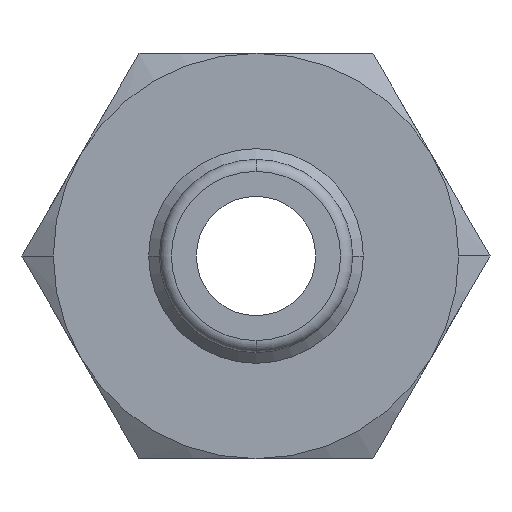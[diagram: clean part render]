
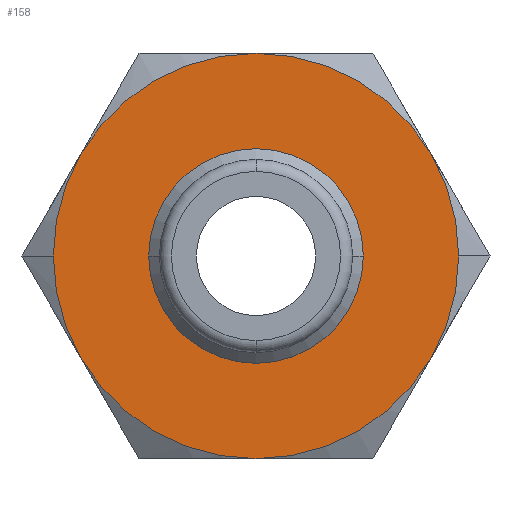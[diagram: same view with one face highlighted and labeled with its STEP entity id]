
A CAD part, front view. The second image highlights one B-rep face of the part: STEP entity #158.
In plain terms, the highlighted planar face has unit normal (0, -1, 0).
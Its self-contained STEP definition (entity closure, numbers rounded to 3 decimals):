
#158=ADVANCED_FACE('',(#316,#317),#318,.T.);
#316=FACE_OUTER_BOUND('',#471,.T.);
#317=FACE_BOUND('',#472,.T.);
#318=PLANE('',#473);
#471=EDGE_LOOP('',(#840,#841,#842,#843,#844,#845,#846,#847));
#472=EDGE_LOOP('',(#848,#849));
#473=AXIS2_PLACEMENT_3D('',#850,#851,#852);
#840=ORIENTED_EDGE('',*,*,#1029,.F.);
#841=ORIENTED_EDGE('',*,*,#1020,.F.);
#842=ORIENTED_EDGE('',*,*,#925,.F.);
#843=ORIENTED_EDGE('',*,*,#973,.F.);
#844=ORIENTED_EDGE('',*,*,#935,.F.);
#845=ORIENTED_EDGE('',*,*,#984,.F.);
#846=ORIENTED_EDGE('',*,*,#1023,.F.);
#847=ORIENTED_EDGE('',*,*,#980,.F.);
#848=ORIENTED_EDGE('',*,*,#903,.F.);
#849=ORIENTED_EDGE('',*,*,#917,.F.);
#850=CARTESIAN_POINT('',(4.25,14.0,0.0));
#851=DIRECTION('',(-0.0,-1.0,-0.0));
#852=DIRECTION('',(-1.0,0.0,0.0));
#903=EDGE_CURVE('',#1065,#1061,#1067,.T.);
#917=EDGE_CURVE('',#1061,#1065,#1089,.T.);
#925=EDGE_CURVE('',#1099,#1101,#1102,.T.);
#935=EDGE_CURVE('',#1117,#1115,#1119,.T.);
#973=EDGE_CURVE('',#1115,#1099,#1175,.T.);
#980=EDGE_CURVE('',#1182,#1184,#1185,.T.);
#984=EDGE_CURVE('',#1070,#1117,#1189,.T.);
#1020=EDGE_CURVE('',#1101,#1147,#1230,.T.);
#1023=EDGE_CURVE('',#1184,#1070,#1233,.T.);
#1029=EDGE_CURVE('',#1147,#1182,#1239,.T.);
#1061=VERTEX_POINT('',#1317);
#1065=VERTEX_POINT('',#1322);
#1067=CIRCLE('',#1325,4.5);
#1070=VERTEX_POINT('',#1328);
#1089=CIRCLE('',#1395,4.5);
#1099=VERTEX_POINT('',#1407);
#1101=VERTEX_POINT('',#1420);
#1102=CIRCLE('',#1421,8.5);
#1115=VERTEX_POINT('',#1447);
#1117=VERTEX_POINT('',#1450);
#1119=CIRCLE('',#1463,8.5);
#1147=VERTEX_POINT('',#1506);
#1175=CIRCLE('',#1571,8.5);
#1182=VERTEX_POINT('',#1590);
#1184=VERTEX_POINT('',#1593);
#1185=CIRCLE('',#1594,8.5);
#1189=CIRCLE('',#1620,8.5);
#1230=CIRCLE('',#1712,8.5);
#1233=CIRCLE('',#1726,8.5);
#1239=CIRCLE('',#1743,8.5);
#1317=CARTESIAN_POINT('',(4.5,14.0,0.));
#1322=CARTESIAN_POINT('',(-4.5,14.0,0.));
#1325=AXIS2_PLACEMENT_3D('',#1770,#1771,#1772);
#1328=CARTESIAN_POINT('',(0.0,14.0,-8.5));
#1395=AXIS2_PLACEMENT_3D('',#1783,#1784,#1785);
#1407=CARTESIAN_POINT('',(-7.361,14.0,4.25));
#1420=CARTESIAN_POINT('',(0.,14.0,8.5));
#1421=AXIS2_PLACEMENT_3D('',#1794,#1795,#1796);
#1447=CARTESIAN_POINT('',(-8.5,14.0,0.));
#1450=CARTESIAN_POINT('',(-7.361,14.0,-4.25));
#1463=AXIS2_PLACEMENT_3D('',#1806,#1807,#1808);
#1506=CARTESIAN_POINT('',(7.361,14.0,4.25));
#1571=AXIS2_PLACEMENT_3D('',#1862,#1863,#1864);
#1590=CARTESIAN_POINT('',(8.5,14.0,0.));
#1593=CARTESIAN_POINT('',(7.361,14.0,-4.25));
#1594=AXIS2_PLACEMENT_3D('',#1870,#1871,#1872);
#1620=AXIS2_PLACEMENT_3D('',#1873,#1874,#1875);
#1712=AXIS2_PLACEMENT_3D('',#1916,#1917,#1918);
#1726=AXIS2_PLACEMENT_3D('',#1919,#1920,#1921);
#1743=AXIS2_PLACEMENT_3D('',#1922,#1923,#1924);
#1770=CARTESIAN_POINT('',(0.0,14.0,0.0));
#1771=DIRECTION('',(0.0,-1.0,0.0));
#1772=DIRECTION('',(1.0,0.0,0.0));
#1783=CARTESIAN_POINT('',(0.0,14.0,0.0));
#1784=DIRECTION('',(0.0,-1.0,0.0));
#1785=DIRECTION('',(1.0,0.0,0.0));
#1794=CARTESIAN_POINT('',(0.0,14.0,0.0));
#1795=DIRECTION('',(-0.0,1.0,0.0));
#1796=DIRECTION('',(1.0,0.0,0.0));
#1806=CARTESIAN_POINT('',(0.0,14.0,0.0));
#1807=DIRECTION('',(-0.0,1.0,0.0));
#1808=DIRECTION('',(1.0,0.0,0.0));
#1862=CARTESIAN_POINT('',(0.0,14.0,0.0));
#1863=DIRECTION('',(-0.0,1.0,0.0));
#1864=DIRECTION('',(1.0,0.0,0.0));
#1870=CARTESIAN_POINT('',(0.0,14.0,0.0));
#1871=DIRECTION('',(-0.0,1.0,0.0));
#1872=DIRECTION('',(1.0,0.0,0.0));
#1873=CARTESIAN_POINT('',(0.0,14.0,0.0));
#1874=DIRECTION('',(-0.0,1.0,0.0));
#1875=DIRECTION('',(1.0,0.0,0.0));
#1916=CARTESIAN_POINT('',(0.0,14.0,0.0));
#1917=DIRECTION('',(-0.0,1.0,0.0));
#1918=DIRECTION('',(1.0,0.0,0.0));
#1919=CARTESIAN_POINT('',(0.0,14.0,0.0));
#1920=DIRECTION('',(-0.0,1.0,0.0));
#1921=DIRECTION('',(1.0,0.0,0.0));
#1922=CARTESIAN_POINT('',(0.0,14.0,0.0));
#1923=DIRECTION('',(-0.0,1.0,0.0));
#1924=DIRECTION('',(1.0,0.0,0.0));
